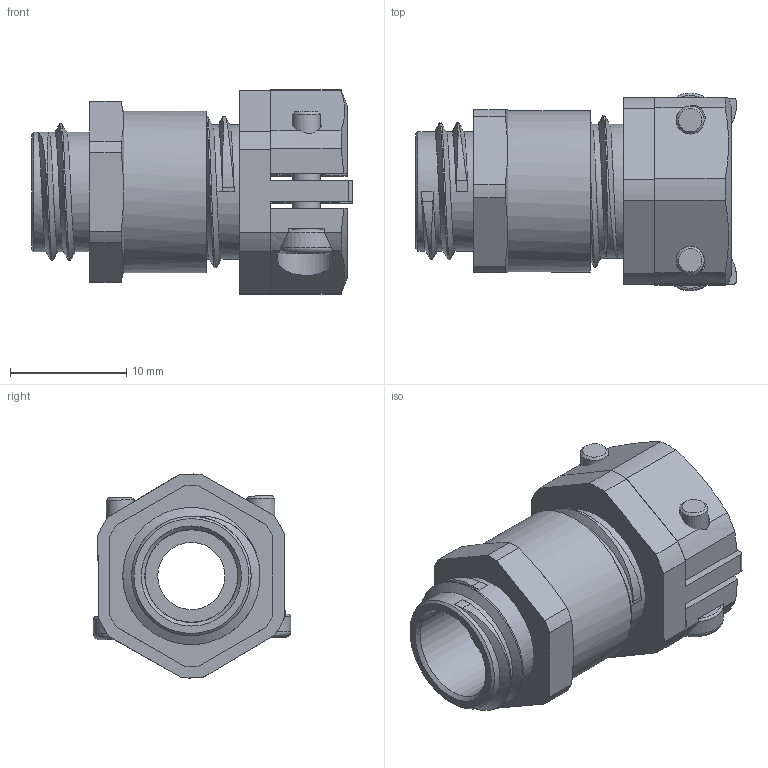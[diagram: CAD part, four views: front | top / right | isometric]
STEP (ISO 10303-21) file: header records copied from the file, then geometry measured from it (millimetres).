
FILE_DESCRIPTION(/* description */ ('Messing-KV mit zentrischer Zugentlastung Mutter M12/PG7'),/* implementation_level */ '2;1');
FILE_NAME(/* name */ '60009512-RST.stp',/* time_stamp */ '2015-06-02T11:38:51+02:00',/* author */ ('sl'),/* organization */ (''),/* preprocessor_version */ 'ST-DEVELOPER v15.2',/* originating_system */ 'Autodesk Inventor 2014',/* authorisation */ '');
FILE_SCHEMA (('CONFIG_CONTROL_DESIGN'));
Length unit declared in the file: millimetre
Products named in the file (8): Messing-KV-02-BT-0001-60009512; Messing-KV-02-BT-0002-60009512; Messing-KV-02-BT-0003-60009512; Messing-KV-02-BT-0004-60009512; Messing-KV-02-BT-0005-60009512; Messing-KV-02-BT-0006-60009512; Messing-KV-02-BT-0007-60009512; Messing-KV-02-BG-0001-60009512
Assembly tree (9 placements, depth 2):
  Messing-KV-02-BG-0001-60009512
    Messing-KV-02-BT-0001-60009512
    Messing-KV-02-BT-0002-60009512
    Messing-KV-02-BT-0003-60009512  x2
    Messing-KV-02-BT-0004-60009512
    Messing-KV-02-BT-0005-60009512
    Messing-KV-02-BT-0006-60009512
    Messing-KV-02-BT-0007-60009512  x2
Bounding box: 27.55 x 16.96 x 17.52 mm (x, y, z)
Volume: 2749.2 mm3; surface area: 4687.7 mm2
Topology: 9 solids, 9 shells, 210 faces, 526 edges, 340 vertices
Faces by surface type: plane 104, cylinder 71, cone 21, torus 8, bspline 6
Full cylindrical faces by diameter (mm): 2.05 x2, 2.41 x2, 2.77 x4, 4.9 x2, 5.77 x1, 7.94 x2, 7.98 x1, 8 x2, 8.2 x1, 10.258 x2, 10.64 x1, 10.92 x2, 11.33 x4, 11.539 x3, 13.87 x1
Entity records: 9389 total; most frequent: CARTESIAN_POINT 5158, DIRECTION 833, ORIENTED_EDGE 822, EDGE_CURVE 411, AXIS2_PLACEMENT_3D 319, VERTEX_POINT 283, EDGE_LOOP 234, LINE 195
